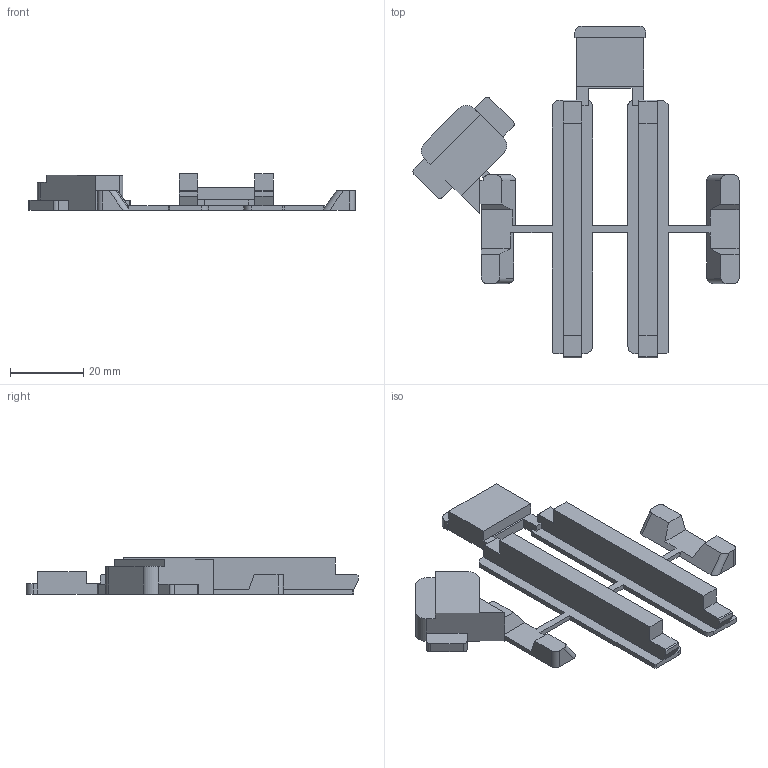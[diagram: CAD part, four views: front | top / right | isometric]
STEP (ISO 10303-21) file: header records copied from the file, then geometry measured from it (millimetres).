
FILE_DESCRIPTION(/* description */ (''),/* implementation_level */ '2;1');
FILE_NAME(/* name */ 'Housing custom support v1.step',/* time_stamp */ '2023-03-22T15:39:39-05:00',/* author */ (''),/* organization */ (''),/* preprocessor_version */ 'ST-DEVELOPER v19.2',/* originating_system */ 'Autodesk Translation Framework v11.17.0.187',/* authorisation */ '');
FILE_SCHEMA (('AUTOMOTIVE_DESIGN { 1 0 10303 214 3 1 1 }'));
Length unit declared in the file: millimetre
Products named in the file (1): Housing custom support
Bounding box: 89.1 x 90.7 x 10 mm (x, y, z)
Volume: 14481.3 mm3; surface area: 10383.9 mm2
Topology: 1 solids, 1 shells, 138 faces, 405 edges, 267 vertices
Faces by surface type: plane 117, cylinder 21
Entity records: 4561 total; most frequent: CARTESIAN_POINT 811, ORIENTED_EDGE 810, DIRECTION 726, EDGE_CURVE 405, LINE 362, VECTOR 362, VERTEX_POINT 267, AXIS2_PLACEMENT_3D 182
